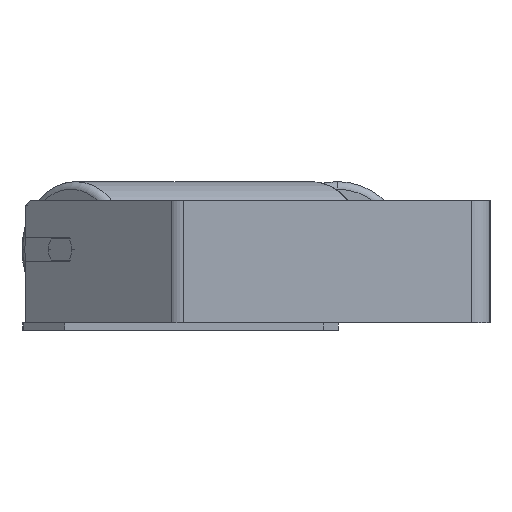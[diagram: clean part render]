
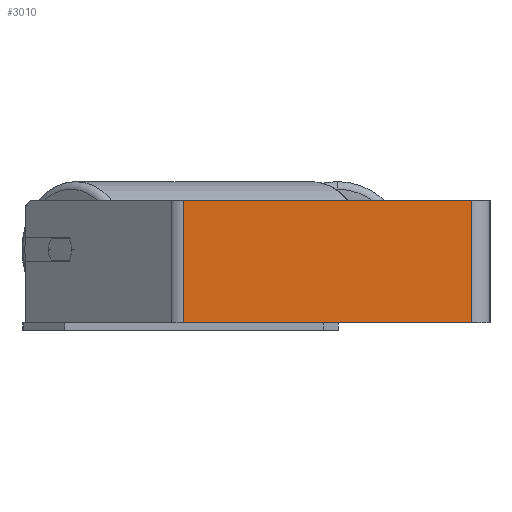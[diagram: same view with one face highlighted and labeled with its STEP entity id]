
A CAD part, left-side view. The second image highlights one B-rep face of the part: STEP entity #3010.
In plain terms, the highlighted planar face has unit normal (-1, 0, 0).
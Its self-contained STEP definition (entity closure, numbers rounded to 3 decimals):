
#368 = CARTESIAN_POINT ( 'NONE',  ( -430., 205.266, -40. ) ) ;
#451 = DIRECTION ( 'NONE',  ( 0., -1., 0. ) ) ;
#634 = CARTESIAN_POINT ( 'NONE',  ( -430., 12., 40. ) ) ;
#971 = VECTOR ( 'NONE', #5609, 1000. ) ;
#1485 = CARTESIAN_POINT ( 'NONE',  ( -430., 200.899, 40. ) ) ;
#1521 = VERTEX_POINT ( 'NONE', #8430 ) ;
#1967 = AXIS2_PLACEMENT_3D ( 'NONE', #2310, #4543, #6672 ) ;
#2186 = CARTESIAN_POINT ( 'NONE',  ( -430., 12., -40. ) ) ;
#2310 = CARTESIAN_POINT ( 'NONE',  ( -430., 205.266, 40. ) ) ;
#2481 = FACE_OUTER_BOUND ( 'NONE', #5417, .T. ) ;
#2736 = CARTESIAN_POINT ( 'NONE',  ( -430., 200.899, -40. ) ) ;
#2788 = VERTEX_POINT ( 'NONE', #2186 ) ;
#3010 = ADVANCED_FACE ( 'NONE', ( #2481 ), #4399, .F. ) ;
#3233 = VERTEX_POINT ( 'NONE', #634 ) ;
#3235 = LINE ( 'NONE', #7294, #6663 ) ;
#3603 = ORIENTED_EDGE ( 'NONE', *, *, #4473, .F. ) ;
#3727 = ORIENTED_EDGE ( 'NONE', *, *, #4554, .T. ) ;
#4399 = PLANE ( 'NONE',  #1967 ) ;
#4473 = EDGE_CURVE ( 'NONE', #1521, #3233, #3235, .T. ) ;
#4543 = DIRECTION ( 'NONE',  ( 1., 0., 0. ) ) ;
#4554 = EDGE_CURVE ( 'NONE', #1521, #4742, #6943, .T. ) ;
#4586 = LINE ( 'NONE', #7601, #6250 ) ;
#4742 = VERTEX_POINT ( 'NONE', #2736 ) ;
#5067 = EDGE_CURVE ( 'NONE', #3233, #2788, #4586, .T. ) ;
#5084 = DIRECTION ( 'NONE',  ( 0., -1., 0. ) ) ;
#5215 = EDGE_CURVE ( 'NONE', #4742, #2788, #7897, .T. ) ;
#5417 = EDGE_LOOP ( 'NONE', ( #5846, #5616, #3603, #3727 ) ) ;
#5609 = DIRECTION ( 'NONE',  ( 0., 0., -1. ) ) ;
#5616 = ORIENTED_EDGE ( 'NONE', *, *, #5067, .F. ) ;
#5846 = ORIENTED_EDGE ( 'NONE', *, *, #5215, .T. ) ;
#6250 = VECTOR ( 'NONE', #7386, 1000. ) ;
#6663 = VECTOR ( 'NONE', #451, 1000. ) ;
#6672 = DIRECTION ( 'NONE',  ( 0., 0., -1. ) ) ;
#6943 = LINE ( 'NONE', #1485, #971 ) ;
#7294 = CARTESIAN_POINT ( 'NONE',  ( -430., 205.266, 40. ) ) ;
#7386 = DIRECTION ( 'NONE',  ( 0., 0., -1. ) ) ;
#7601 = CARTESIAN_POINT ( 'NONE',  ( -430., 12., 40. ) ) ;
#7897 = LINE ( 'NONE', #368, #8713 ) ;
#8430 = CARTESIAN_POINT ( 'NONE',  ( -430., 200.899, 40. ) ) ;
#8713 = VECTOR ( 'NONE', #5084, 1000. ) ;
